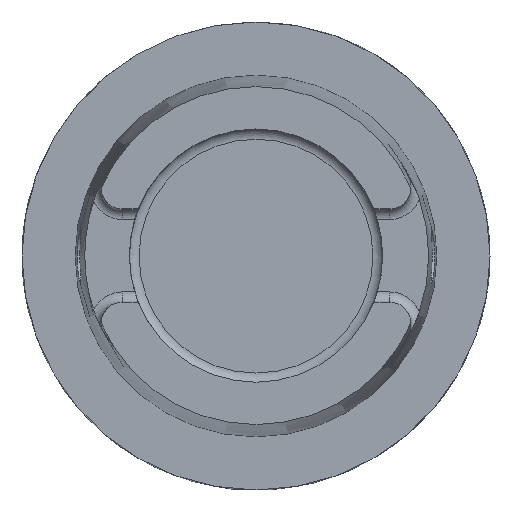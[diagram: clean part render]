
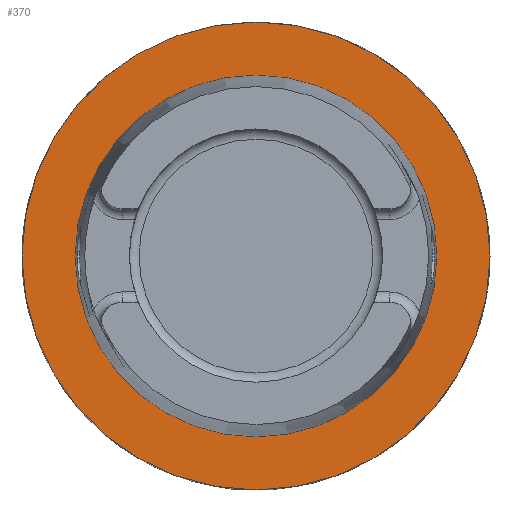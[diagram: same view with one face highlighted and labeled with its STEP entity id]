
A CAD part, top view. The second image highlights one B-rep face of the part: STEP entity #370.
In plain terms, the highlighted planar face has unit normal (0, 0, 1).
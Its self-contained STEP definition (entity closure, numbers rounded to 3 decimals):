
#334=PLANE('',#1502);
#370=ADVANCED_FACE('CU_FL_SU_5',(#488,#489),#334,.F.);
#488=FACE_BOUND('',#540,.T.);
#489=FACE_BOUND('',#541,.T.);
#540=EDGE_LOOP('',(#654));
#541=EDGE_LOOP('',(#655));
#654=ORIENTED_EDGE('',*,*,#1201,.F.);
#655=ORIENTED_EDGE('',*,*,#1202,.T.);
#1060=VERTEX_POINT('',#2090);
#1061=VERTEX_POINT('',#2092);
#1201=EDGE_CURVE('',#1060,#1060,#1404,.T.);
#1202=EDGE_CURVE('',#1061,#1061,#1405,.T.);
#1404=CIRCLE('',#1500,24.321);
#1405=CIRCLE('',#1501,31.47);
#1500=AXIS2_PLACEMENT_3D('',#2089,#1673,#1674);
#1501=AXIS2_PLACEMENT_3D('',#2091,#1675,#1676);
#1502=AXIS2_PLACEMENT_3D('',#2093,#1677,#1678);
#1673=DIRECTION('',(0.,0.,1.));
#1674=DIRECTION('',(-1.,0.,0.));
#1675=DIRECTION('',(0.,0.,1.));
#1676=DIRECTION('',(-1.,0.,0.));
#1677=DIRECTION('',(0.,0.,-1.));
#1678=DIRECTION('',(-1.,0.,0.));
#2089=CARTESIAN_POINT('',(0.,0.,0.));
#2090=CARTESIAN_POINT('',(-24.321,0.,0.));
#2091=CARTESIAN_POINT('',(0.,0.,0.));
#2092=CARTESIAN_POINT('',(-31.47,0.,0.));
#2093=CARTESIAN_POINT('',(0.,-25.43,0.));
